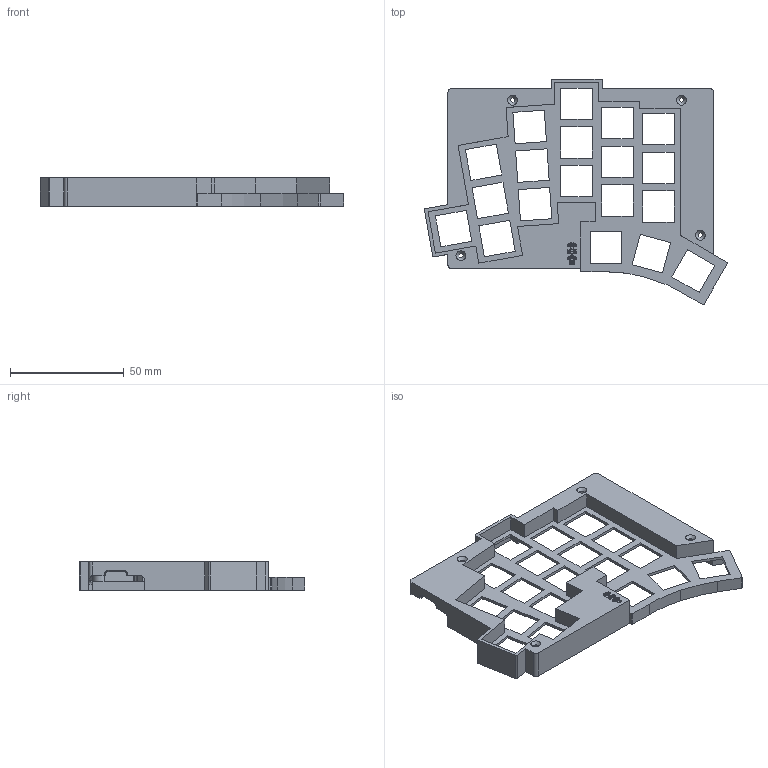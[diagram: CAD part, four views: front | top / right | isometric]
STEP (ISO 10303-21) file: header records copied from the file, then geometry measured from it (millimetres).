
FILE_DESCRIPTION(/* description */ (''),/* implementation_level */ '2;1');
FILE_NAME(/* name */ 'TOTEM case_noPower_v06_topLeft.step',/* time_stamp */ '2022-11-13T23:31:11+01:00',/* author */ (''),/* organization */ (''),/* preprocessor_version */ 'ST-DEVELOPER v19.2',/* originating_system */ 'Autodesk Translation Framework v11.17.0.187',/* authorisation */ '');
FILE_SCHEMA (('AUTOMOTIVE_DESIGN { 1 0 10303 214 3 1 1 }'));
Length unit declared in the file: millimetre
Products named in the file (1): TOTEM case_noPower_v06
Bounding box: 133.11 x 99.01 x 12.5 mm (x, y, z)
Volume: 19005.3 mm3; surface area: 27680.3 mm2
Topology: 1 solids, 1 shells, 495 faces, 1338 edges, 887 vertices
Faces by surface type: plane 366, bspline 81, cylinder 39, cone 9
Full cylindrical faces by diameter (mm): 1.449 x1, 1.452 x1, 2 x4, 3.2 x4
Entity records: 15733 total; most frequent: CARTESIAN_POINT 3852, ORIENTED_EDGE 2676, DIRECTION 2093, EDGE_CURVE 1338, LINE 1089, VECTOR 1089, VERTEX_POINT 887, EDGE_LOOP 583
